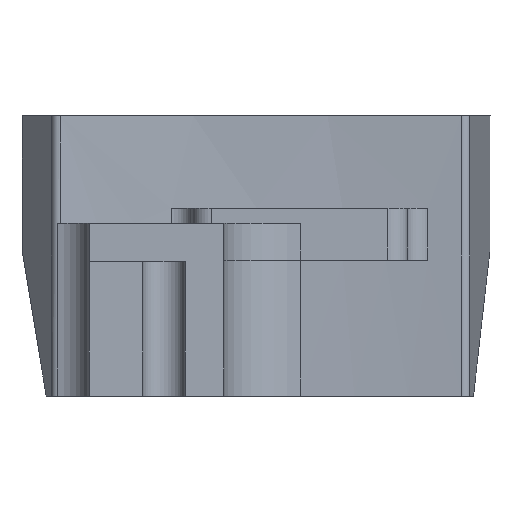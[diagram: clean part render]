
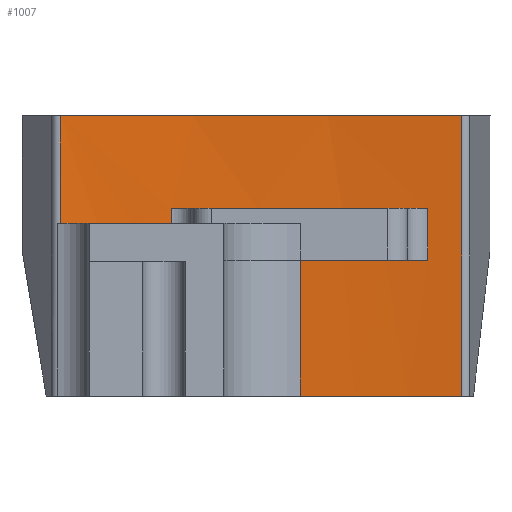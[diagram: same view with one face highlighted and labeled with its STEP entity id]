
A CAD part, front view. The second image highlights one B-rep face of the part: STEP entity #1007.
In plain terms, the highlighted cylindrical face has radius 247.65 mm (diameter 495.3 mm), a partial arc.
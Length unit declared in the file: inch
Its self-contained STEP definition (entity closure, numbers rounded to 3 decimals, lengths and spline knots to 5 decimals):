
#106=FACE_OUTER_BOUND('',#157,.T.);
#157=EDGE_LOOP('',(#708,#709,#710,#711,#712,#713,#714,#715,#716,#717));
#220=LINE('',#1549,#295);
#223=LINE('',#1563,#298);
#224=LINE('',#1567,#299);
#225=LINE('',#1570,#300);
#226=LINE('',#1571,#301);
#295=VECTOR('',#1233,0.3937);
#298=VECTOR('',#1248,0.3937);
#299=VECTOR('',#1251,0.3937);
#300=VECTOR('',#1254,0.3937);
#301=VECTOR('',#1255,0.3937);
#363=CIRCLE('',#1078,9.75);
#369=CIRCLE('',#1088,9.75);
#372=CIRCLE('',#1092,9.75);
#373=CIRCLE('',#1093,9.75);
#374=CIRCLE('',#1094,9.75);
#429=VERTEX_POINT('',#1520);
#430=VERTEX_POINT('',#1522);
#438=VERTEX_POINT('',#1543);
#440=VERTEX_POINT('',#1547);
#441=VERTEX_POINT('',#1551);
#444=VERTEX_POINT('',#1560);
#445=VERTEX_POINT('',#1562);
#446=VERTEX_POINT('',#1564);
#447=VERTEX_POINT('',#1566);
#448=VERTEX_POINT('',#1568);
#532=EDGE_CURVE('',#430,#429,#363,.T.);
#545=EDGE_CURVE('',#440,#438,#220,.T.);
#546=EDGE_CURVE('',#441,#438,#369,.T.);
#551=EDGE_CURVE('',#444,#440,#372,.T.);
#552=EDGE_CURVE('',#445,#444,#223,.T.);
#553=EDGE_CURVE('',#446,#445,#373,.T.);
#554=EDGE_CURVE('',#447,#446,#224,.T.);
#555=EDGE_CURVE('',#447,#448,#374,.T.);
#556=EDGE_CURVE('',#430,#448,#225,.T.);
#557=EDGE_CURVE('',#441,#429,#226,.T.);
#708=ORIENTED_EDGE('',*,*,#545,.F.);
#709=ORIENTED_EDGE('',*,*,#551,.F.);
#710=ORIENTED_EDGE('',*,*,#552,.F.);
#711=ORIENTED_EDGE('',*,*,#553,.F.);
#712=ORIENTED_EDGE('',*,*,#554,.F.);
#713=ORIENTED_EDGE('',*,*,#555,.T.);
#714=ORIENTED_EDGE('',*,*,#556,.F.);
#715=ORIENTED_EDGE('',*,*,#532,.T.);
#716=ORIENTED_EDGE('',*,*,#557,.F.);
#717=ORIENTED_EDGE('',*,*,#546,.T.);
#977=CYLINDRICAL_SURFACE('',#1091,9.75);
#1007=ADVANCED_FACE('',(#106),#977,.F.);
#1078=AXIS2_PLACEMENT_3D('',#1523,#1208,#1209);
#1088=AXIS2_PLACEMENT_3D('',#1552,#1236,#1237);
#1091=AXIS2_PLACEMENT_3D('',#1559,#1244,#1245);
#1092=AXIS2_PLACEMENT_3D('',#1561,#1246,#1247);
#1093=AXIS2_PLACEMENT_3D('',#1565,#1249,#1250);
#1094=AXIS2_PLACEMENT_3D('',#1569,#1252,#1253);
#1208=DIRECTION('center_axis',(0.,0.,-1.));
#1209=DIRECTION('ref_axis',(-0.113,-0.994,0.));
#1233=DIRECTION('',(0.,0.,1.));
#1236=DIRECTION('center_axis',(0.,0.,1.));
#1237=DIRECTION('ref_axis',(-0.113,-0.994,0.));
#1244=DIRECTION('center_axis',(0.,0.,1.));
#1245=DIRECTION('ref_axis',(-0.113,-0.994,0.));
#1246=DIRECTION('center_axis',(0.,0.,1.));
#1247=DIRECTION('ref_axis',(-0.113,-0.994,0.));
#1248=DIRECTION('',(0.,0.,-1.));
#1249=DIRECTION('center_axis',(0.,0.,-1.));
#1250=DIRECTION('ref_axis',(-0.113,-0.994,0.));
#1251=DIRECTION('',(0.,0.,1.));
#1252=DIRECTION('center_axis',(0.,0.,-1.));
#1253=DIRECTION('ref_axis',(-0.113,-0.994,0.));
#1254=DIRECTION('',(0.,0.,-1.));
#1255=DIRECTION('',(0.,0.,1.));
#1520=CARTESIAN_POINT('',(0.83571,9.71412,0.098));
#1522=CARTESIAN_POINT('',(-0.83571,9.71412,0.098));
#1523=CARTESIAN_POINT('Origin',(0.,0.,
0.098));
#1543=CARTESIAN_POINT('',(0.00527,9.75,-0.24));
#1547=CARTESIAN_POINT('',(0.00527,9.75,-1.125));
#1549=CARTESIAN_POINT('',(0.00527,9.75,0.));
#1551=CARTESIAN_POINT('',(0.83571,9.71412,-0.24));
#1552=CARTESIAN_POINT('Origin',(0.,0.,
-0.24));
#1559=CARTESIAN_POINT('Origin',(0.,0.,
0.));
#1560=CARTESIAN_POINT('',(1.05429,9.69283,-1.125));
#1561=CARTESIAN_POINT('Origin',(0.,0.,
-1.125));
#1562=CARTESIAN_POINT('',(1.05429,9.69283,0.7));
#1563=CARTESIAN_POINT('',(1.05429,9.69283,0.));
#1564=CARTESIAN_POINT('',(-1.56013,9.62437,0.7));
#1565=CARTESIAN_POINT('Origin',(0.,0.,
0.7));
#1566=CARTESIAN_POINT('',(-1.56013,9.62437,0.));
#1567=CARTESIAN_POINT('',(-1.56013,9.62437,0.));
#1568=CARTESIAN_POINT('',(-0.83571,9.71412,0.));
#1569=CARTESIAN_POINT('Origin',(0.,0.,
0.));
#1570=CARTESIAN_POINT('',(-0.83571,9.71412,0.));
#1571=CARTESIAN_POINT('',(0.83571,9.71412,0.));
